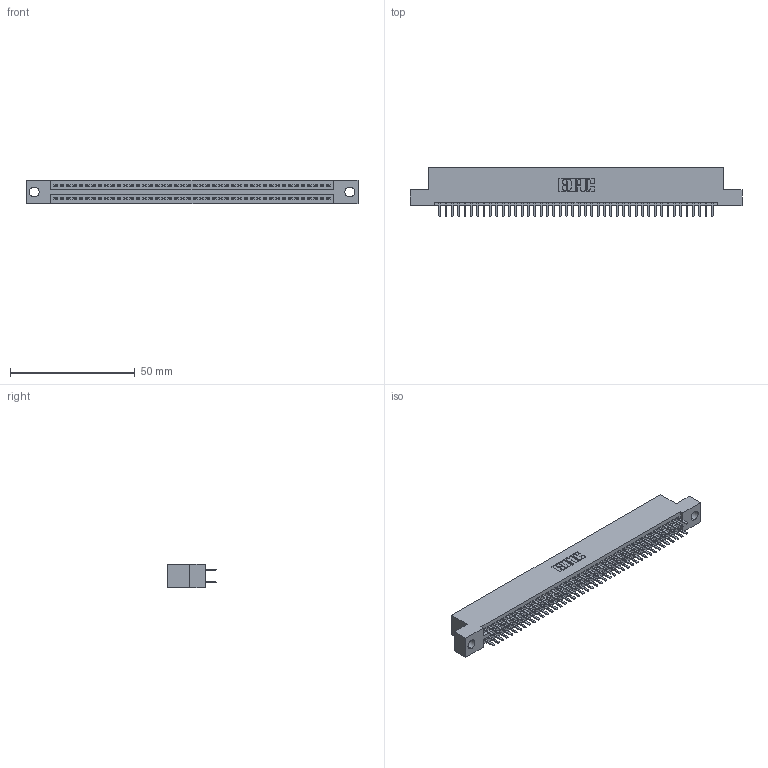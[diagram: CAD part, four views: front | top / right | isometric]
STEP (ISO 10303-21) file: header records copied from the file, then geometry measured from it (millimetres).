
FILE_DESCRIPTION (( 'STEP AP203' ), '1' );
FILE_NAME ('345-088-520-204.STEP', '2018-10-04T08:38:28', ( '' ), ( '' ), 'SwSTEP 2.0', 'SolidWorks 2016', '' );
FILE_SCHEMA (( 'CONFIG_CONTROL_DESIGN' ));
Length unit declared in the file: inch
Products named in the file (3): 345-088-520-204; 345 Part_Flush Mounting Lugs - 0.156 Dia-TH; 345-292-001_345-293-120
Assembly tree (89 placements, depth 2):
  345-088-520-204
    345 Part_Flush Mounting Lugs - 0.156 Dia-TH
    345-292-001_345-293-120  x88
Bounding box: 132.97 x 19.68 x 9.4 mm (x, y, z)
Volume: 12808.8 mm3; surface area: 18705.1 mm2
Topology: 89 solids, 89 shells, 4878 faces, 14157 edges, 9202 vertices
Faces by surface type: plane 3160, cylinder 1718
Entity records: 34371 total; most frequent: CARTESIAN_POINT 5772, ORIENTED_EDGE 5694, DIRECTION 5075, EDGE_CURVE 2847, VECTOR 2535, LINE 2535, VERTEX_POINT 1894, AXIS2_PLACEMENT_3D 1270
